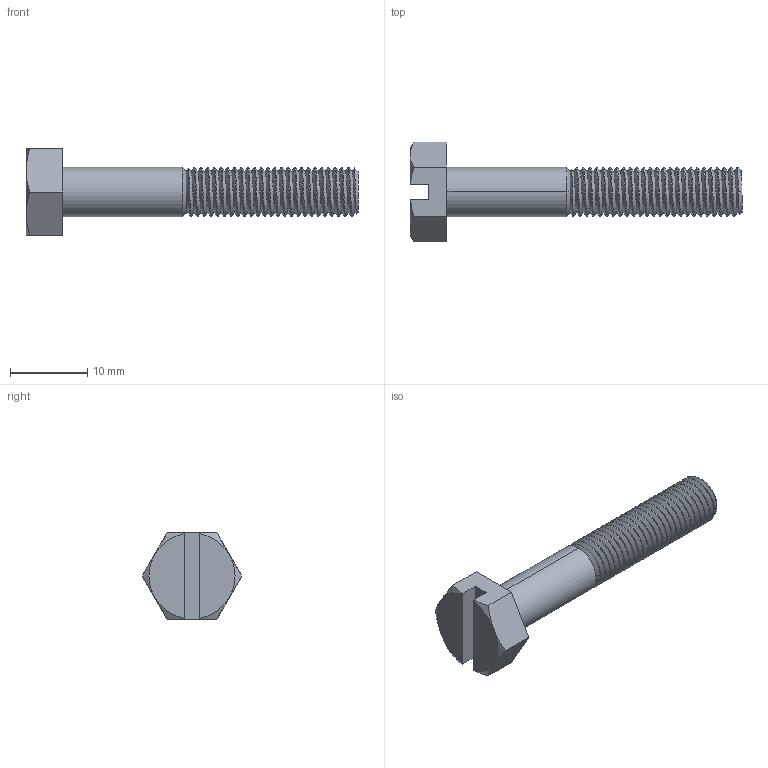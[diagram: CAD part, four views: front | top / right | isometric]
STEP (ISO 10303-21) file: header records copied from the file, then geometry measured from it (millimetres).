
FILE_DESCRIPTION (( 'STEP AP203' ), '1' );
FILE_NAME ('B005U9ANLW.3D.STEP', '2013-03-20T05:46:43', ( '' ), ( '' ), 'SwSTEP 2.0', 'SolidWorks 2012', '' );
FILE_SCHEMA (( 'CONFIG_CONTROL_DESIGN' ));
Length unit declared in the file: inch
Products named in the file (1): B005U9ANLW.3D
Bounding box: 42.88 x 12.85 x 11.13 mm (x, y, z)
Volume: 1559.8 mm3; surface area: 1421.9 mm2
Topology: 1 solids, 1 shells, 81 faces, 223 edges, 145 vertices
Faces by surface type: cylinder 52, cone 14, plane 13, bspline 2
Entity records: 5714 total; most frequent: CARTESIAN_POINT 3914, ORIENTED_EDGE 446, DIRECTION 278, EDGE_CURVE 223, VERTEX_POINT 145, AXIS2_PLACEMENT_3D 99, EDGE_LOOP 82, FACE_OUTER_BOUND 81
